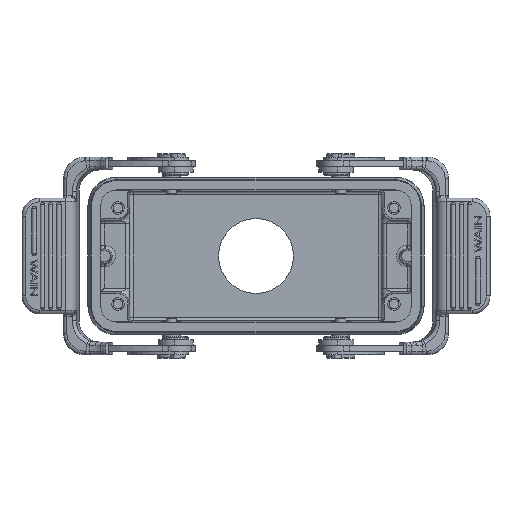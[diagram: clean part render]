
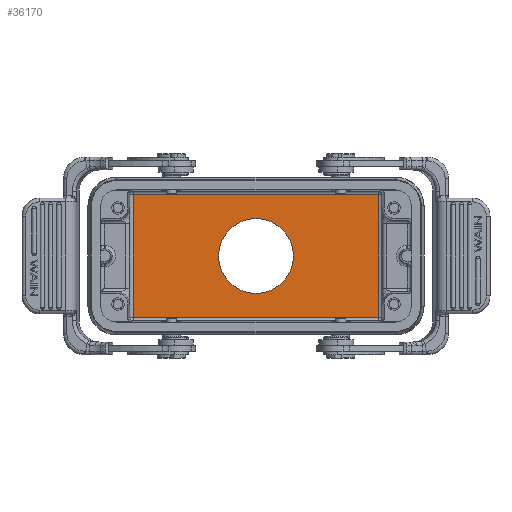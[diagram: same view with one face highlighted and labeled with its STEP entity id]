
A CAD part, front view. The second image highlights one B-rep face of the part: STEP entity #36170.
In plain terms, the highlighted planar face has unit normal (0, -1, 0).
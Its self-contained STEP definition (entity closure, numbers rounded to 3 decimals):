
#7867=CARTESIAN_POINT('',(0.,43.,0.));
#7868=DIRECTION('',(0.,-1.,0.));
#7869=DIRECTION('',(-1.,0.,0.));
#7870=AXIS2_PLACEMENT_3D('',#7867,#7868,#7869);
#7872=CARTESIAN_POINT('',(0.,43.,0.));
#7873=DIRECTION('',(0.,-1.,0.));
#7874=DIRECTION('',(1.,0.,0.));
#7875=AXIS2_PLACEMENT_3D('',#7872,#7873,#7874);
#7881=DIRECTION('',(-1.,0.,0.));
#7882=VECTOR('',#7881,68.89);
#7883=CARTESIAN_POINT('',(34.445,43.,17.222));
#7884=LINE('',#7883,#7882);
#8618=DIRECTION('',(0.,0.,-1.));
#8619=VECTOR('',#8618,34.445);
#8620=CARTESIAN_POINT('',(-34.445,43.,17.222));
#8621=LINE('',#8620,#8619);
#8641=DIRECTION('',(1.,0.,0.));
#8642=VECTOR('',#8641,68.89);
#8643=CARTESIAN_POINT('',(-34.445,43.,-17.222));
#8644=LINE('',#8643,#8642);
#8668=DIRECTION('',(0.,0.,1.));
#8669=VECTOR('',#8668,34.445);
#8670=CARTESIAN_POINT('',(34.445,43.,-17.222));
#8671=LINE('',#8670,#8669);
#20302=CARTESIAN_POINT('',(10.5,43.,0.));
#20303=VERTEX_POINT('',#20302);
#20304=CARTESIAN_POINT('',(-10.5,43.,0.));
#20305=VERTEX_POINT('',#20304);
#20306=CARTESIAN_POINT('',(34.445,43.,17.222));
#20307=CARTESIAN_POINT('',(-34.445,43.,17.222));
#20308=VERTEX_POINT('',#20306);
#20309=VERTEX_POINT('',#20307);
#20310=CARTESIAN_POINT('',(34.445,43.,-17.222));
#20311=VERTEX_POINT('',#20310);
#20312=CARTESIAN_POINT('',(-34.445,43.,-17.222));
#20313=VERTEX_POINT('',#20312);
#36151=CARTESIAN_POINT('',(45.5,43.,-21.5));
#36152=DIRECTION('',(0.,1.,0.));
#36153=DIRECTION('',(1.,0.,0.));
#36154=AXIS2_PLACEMENT_3D('',#36151,#36152,#36153);
#36155=PLANE('',#36154);
#36157=ORIENTED_EDGE('',*,*,#36156,.F.);
#36159=ORIENTED_EDGE('',*,*,#36158,.F.);
#36161=ORIENTED_EDGE('',*,*,#36160,.F.);
#36163=ORIENTED_EDGE('',*,*,#36162,.F.);
#36164=EDGE_LOOP('',(#36157,#36159,#36161,#36163));
#36165=FACE_OUTER_BOUND('',#36164,.F.);
#36166=ORIENTED_EDGE('',*,*,#36131,.T.);
#36167=ORIENTED_EDGE('',*,*,#36145,.T.);
#36168=EDGE_LOOP('',(#36166,#36167));
#36169=FACE_BOUND('',#36168,.F.);
#36170=ADVANCED_FACE('',(#36165,#36169),#36155,.F.);
#7871=CIRCLE('',#7870,10.5);
#7876=CIRCLE('',#7875,10.5);
#36131=EDGE_CURVE('',#20305,#20303,#7871,.T.);
#36145=EDGE_CURVE('',#20303,#20305,#7876,.T.);
#36156=EDGE_CURVE('',#20308,#20309,#7884,.T.);
#36158=EDGE_CURVE('',#20311,#20308,#8671,.T.);
#36160=EDGE_CURVE('',#20313,#20311,#8644,.T.);
#36162=EDGE_CURVE('',#20309,#20313,#8621,.T.);
